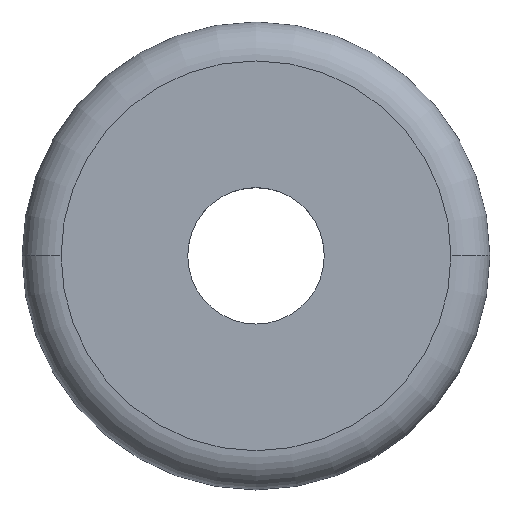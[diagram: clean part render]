
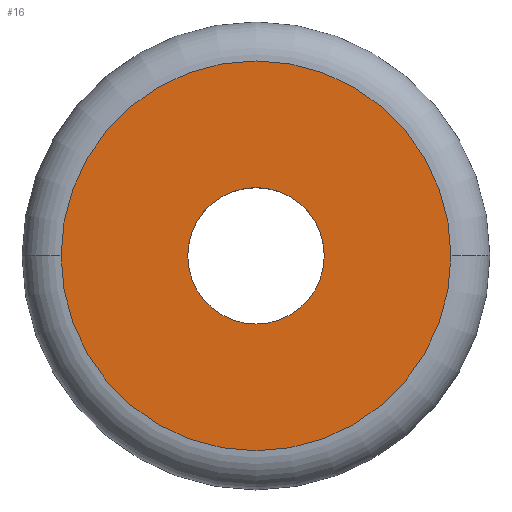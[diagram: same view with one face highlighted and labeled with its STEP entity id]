
A CAD part, top view. The second image highlights one B-rep face of the part: STEP entity #16.
In plain terms, the highlighted planar face has unit normal (0, 0, 1).
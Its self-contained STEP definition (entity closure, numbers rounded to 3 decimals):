
#2 = CARTESIAN_POINT ( 'NONE',  ( -1.75, 0., 4. ) ) ;
#11 = CARTESIAN_POINT ( 'NONE',  ( -5., 0., 4. ) ) ;
#16 = ADVANCED_FACE ( 'NONE', ( #64, #303 ), #152, .T. ) ;
#23 = CIRCLE ( 'NONE', #173, 5. ) ;
#29 = CARTESIAN_POINT ( 'NONE',  ( 0., 0., 4. ) ) ;
#31 = ORIENTED_EDGE ( 'NONE', *, *, #312, .F. ) ;
#32 = DIRECTION ( 'NONE',  ( 0., 0., 1. ) ) ;
#46 = DIRECTION ( 'NONE',  ( 0., 0., 1. ) ) ;
#57 = EDGE_CURVE ( 'NONE', #358, #61, #154, .T. ) ;
#61 = VERTEX_POINT ( 'NONE', #2 ) ;
#64 = FACE_OUTER_BOUND ( 'NONE', #431, .T. ) ;
#65 = DIRECTION ( 'NONE',  ( 0., 0., 1. ) ) ;
#80 = CARTESIAN_POINT ( 'NONE',  ( 0., 0., 4. ) ) ;
#84 = VERTEX_POINT ( 'NONE', #242 ) ;
#91 = AXIS2_PLACEMENT_3D ( 'NONE', #106, #65, #388 ) ;
#106 = CARTESIAN_POINT ( 'NONE',  ( 0., 0., 4. ) ) ;
#110 = CARTESIAN_POINT ( 'NONE',  ( 0., 0., 4. ) ) ;
#152 = PLANE ( 'NONE',  #233 ) ;
#154 = CIRCLE ( 'NONE', #409, 1.75 ) ;
#155 = ORIENTED_EDGE ( 'NONE', *, *, #379, .T. ) ;
#172 = EDGE_LOOP ( 'NONE', ( #31, #260 ) ) ;
#173 = AXIS2_PLACEMENT_3D ( 'NONE', #29, #32, #292 ) ;
#185 = DIRECTION ( 'NONE',  ( 0., 0., 1. ) ) ;
#224 = CARTESIAN_POINT ( 'NONE',  ( 0., 0., 4. ) ) ;
#233 = AXIS2_PLACEMENT_3D ( 'NONE', #80, #46, #247 ) ;
#242 = CARTESIAN_POINT ( 'NONE',  ( 5., 0., 4. ) ) ;
#247 = DIRECTION ( 'NONE',  ( 1., 0., 0. ) ) ;
#260 = ORIENTED_EDGE ( 'NONE', *, *, #57, .F. ) ;
#266 = VERTEX_POINT ( 'NONE', #11 ) ;
#278 = DIRECTION ( 'NONE',  ( 1., 0., 0. ) ) ;
#292 = DIRECTION ( 'NONE',  ( 1., 0., 0. ) ) ;
#303 = FACE_BOUND ( 'NONE', #172, .T. ) ;
#312 = EDGE_CURVE ( 'NONE', #61, #358, #392, .T. ) ;
#347 = AXIS2_PLACEMENT_3D ( 'NONE', #224, #421, #278 ) ;
#358 = VERTEX_POINT ( 'NONE', #365 ) ;
#361 = ORIENTED_EDGE ( 'NONE', *, *, #395, .T. ) ;
#365 = CARTESIAN_POINT ( 'NONE',  ( 1.75, 0., 4. ) ) ;
#372 = DIRECTION ( 'NONE',  ( 1., 0., 0. ) ) ;
#379 = EDGE_CURVE ( 'NONE', #84, #266, #23, .T. ) ;
#388 = DIRECTION ( 'NONE',  ( 1., 0., 0. ) ) ;
#392 = CIRCLE ( 'NONE', #347, 1.75 ) ;
#395 = EDGE_CURVE ( 'NONE', #266, #84, #411, .T. ) ;
#409 = AXIS2_PLACEMENT_3D ( 'NONE', #110, #185, #372 ) ;
#411 = CIRCLE ( 'NONE', #91, 5. ) ;
#421 = DIRECTION ( 'NONE',  ( 0., 0., 1. ) ) ;
#431 = EDGE_LOOP ( 'NONE', ( #155, #361 ) ) ;
